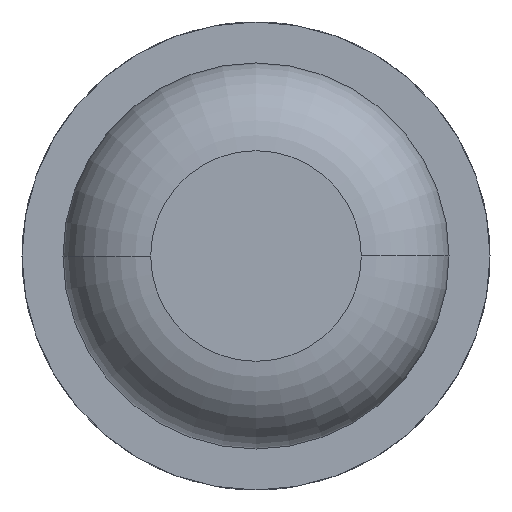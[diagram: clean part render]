
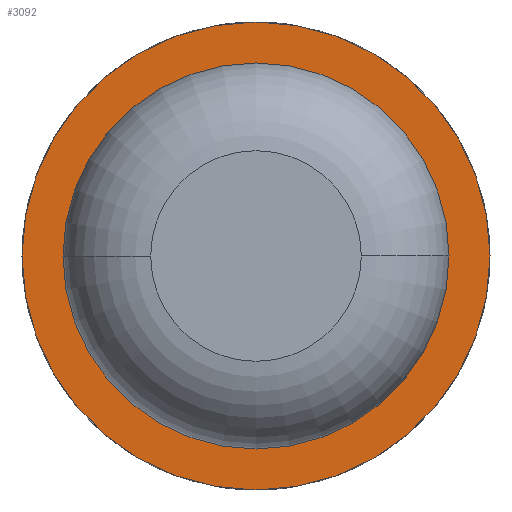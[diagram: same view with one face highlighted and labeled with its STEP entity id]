
A CAD part, front view. The second image highlights one B-rep face of the part: STEP entity #3092.
In plain terms, the highlighted planar face has unit normal (0, -1, 0).
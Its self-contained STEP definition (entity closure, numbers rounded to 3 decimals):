
#32 = DIRECTION ( 'NONE',  ( 0., 1., 0. ) ) ;
#82 = AXIS2_PLACEMENT_3D ( 'NONE', #5370, #4156, #1674 ) ;
#111 = AXIS2_PLACEMENT_3D ( 'NONE', #4264, #4286, #2628 ) ;
#147 = AXIS2_PLACEMENT_3D ( 'NONE', #1664, #32, #3758 ) ;
#195 = CIRCLE ( 'NONE', #147, 0.825 ) ;
#288 = VERTEX_POINT ( 'NONE', #3917 ) ;
#528 = EDGE_LOOP ( 'NONE', ( #4668, #2658 ) ) ;
#544 = ORIENTED_EDGE ( 'NONE', *, *, #683, .T. ) ;
#683 = EDGE_CURVE ( 'Defeature ausgef�hrt1_5+Defeature ausgef�hrt1_0+Defeature ausgef�hrt1_0+Defeature ausgef�hrt1_0', #1298, #288, #195, .T. ) ;
#709 = CARTESIAN_POINT ( 'NONE',  ( 0., -7., 0. ) ) ;
#1111 = DIRECTION ( 'NONE',  ( 0., 1., 0. ) ) ;
#1182 = VERTEX_POINT ( 'NONE', #2992 ) ;
#1262 = CIRCLE ( 'NONE', #4338, 1. ) ;
#1298 = VERTEX_POINT ( 'NONE', #4636 ) ;
#1551 = CARTESIAN_POINT ( 'NONE',  ( -1., -7., 0. ) ) ;
#1664 = CARTESIAN_POINT ( 'NONE',  ( 0., -7., 0. ) ) ;
#1674 = DIRECTION ( 'NONE',  ( -1., 0., 0. ) ) ;
#1803 = FACE_BOUND ( 'NONE', #2432, .T. ) ;
#1902 = ORIENTED_EDGE ( 'NONE', *, *, #2442, .T. ) ;
#2353 = DIRECTION ( 'NONE',  ( -1., 0., 0. ) ) ;
#2432 = EDGE_LOOP ( 'NONE', ( #544, #1902 ) ) ;
#2442 = EDGE_CURVE ( 'Defeature ausgef�hrt1_5+Defeature ausgef�hrt1_0+Defeature ausgef�hrt1_0+Defeature ausgef�hrt1_0', #288, #1298, #4205, .T. ) ;
#2470 = PLANE ( 'NONE',  #82 ) ;
#2626 = CIRCLE ( 'NONE', #2930, 1. ) ;
#2628 = DIRECTION ( 'NONE',  ( -1., 0., 0. ) ) ;
#2658 = ORIENTED_EDGE ( 'NONE', *, *, #5369, .F. ) ;
#2930 = AXIS2_PLACEMENT_3D ( 'NONE', #709, #4058, #5298 ) ;
#2992 = CARTESIAN_POINT ( 'NONE',  ( 1., -7., 0. ) ) ;
#3092 = ADVANCED_FACE ( 'Defeature ausgef�hrt1_5', ( #3698, #1803 ), #2470, .F. ) ;
#3698 = FACE_OUTER_BOUND ( 'NONE', #528, .T. ) ;
#3758 = DIRECTION ( 'NONE',  ( -1., 0., 0. ) ) ;
#3917 = CARTESIAN_POINT ( 'NONE',  ( 0.825, -7., 0. ) ) ;
#4058 = DIRECTION ( 'NONE',  ( 0., 1., 0. ) ) ;
#4156 = DIRECTION ( 'NONE',  ( 0., 1., 0. ) ) ;
#4205 = CIRCLE ( 'NONE', #111, 0.825 ) ;
#4264 = CARTESIAN_POINT ( 'NONE',  ( 0., -7., 0. ) ) ;
#4286 = DIRECTION ( 'NONE',  ( 0., 1., 0. ) ) ;
#4338 = AXIS2_PLACEMENT_3D ( 'NONE', #4423, #1111, #2353 ) ;
#4423 = CARTESIAN_POINT ( 'NONE',  ( 0., -7., 0. ) ) ;
#4636 = CARTESIAN_POINT ( 'NONE',  ( -0.825, -7., 0. ) ) ;
#4668 = ORIENTED_EDGE ( 'NONE', *, *, #5149, .F. ) ;
#4892 = VERTEX_POINT ( 'NONE', #1551 ) ;
#5149 = EDGE_CURVE ( 'Defeature ausgef�hrt1_6+Defeature ausgef�hrt1_5+Defeature ausgef�hrt1_5+Defeature ausgef�hrt1_5', #4892, #1182, #2626, .T. ) ;
#5298 = DIRECTION ( 'NONE',  ( -1., 0., 0. ) ) ;
#5369 = EDGE_CURVE ( 'Defeature ausgef�hrt1_6+Defeature ausgef�hrt1_5+Defeature ausgef�hrt1_5+Defeature ausgef�hrt1_5', #1182, #4892, #1262, .T. ) ;
#5370 = CARTESIAN_POINT ( 'NONE',  ( 0.825, -7., 0. ) ) ;
